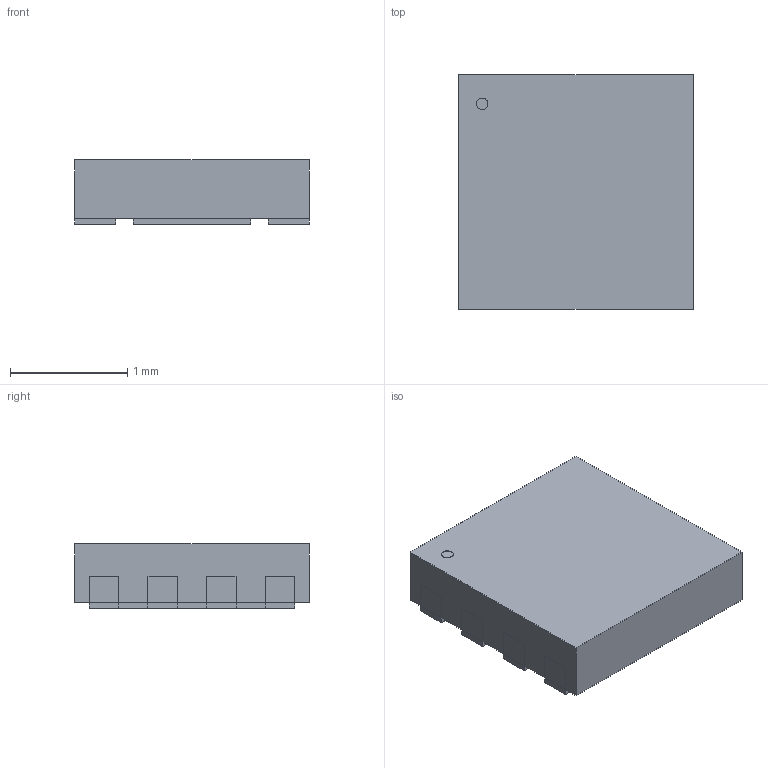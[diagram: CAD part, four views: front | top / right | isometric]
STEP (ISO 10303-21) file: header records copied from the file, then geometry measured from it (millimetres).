
FILE_DESCRIPTION(('FreeCAD Model'),'2;1');
FILE_NAME('Open CASCADE Shape Model','2025-01-07T11:27:59',(''),(''), 'Open CASCADE STEP processor 7.8','FreeCAD','Unknown');
FILE_SCHEMA(('AUTOMOTIVE_DESIGN { 1 0 10303 214 1 1 1 1 }'));
Length unit declared in the file: millimetre
Products named in the file (11): Solid; Solid001; Solid002; Solid003; Solid004; Solid005; Solid006; Solid007; Solid008; Solid009; Solid010
Bounding box: 2 x 2 x 0.55 mm (x, y, z)
Volume: 2.1 mm3; surface area: 18.3 mm2
Topology: 11 solids, 11 shells, 79 faces, 155 edges, 98 vertices
Faces by surface type: plane 78, cylinder 1
Full cylindrical faces by diameter (mm): 0.1 x1
Entity records: 2164 total; most frequent: CARTESIAN_POINT 334, DIRECTION 316, ORIENTED_EDGE 310, EDGE_CURVE 155, LINE 152, VECTOR 152, VERTEX_POINT 98, AXIS2_PLACEMENT_3D 82
